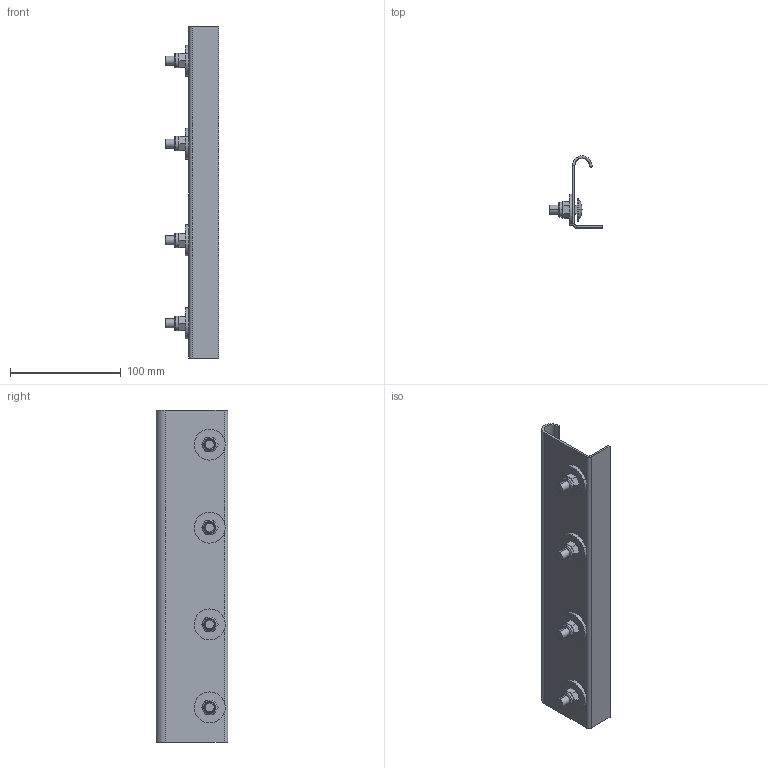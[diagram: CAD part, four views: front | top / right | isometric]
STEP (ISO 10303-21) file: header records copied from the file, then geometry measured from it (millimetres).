
FILE_DESCRIPTION (( 'STEP AP214' ), '1' );
FILE_NAME ('6208970.stp', '2016-08-01T06:38:38', ( '' ), ( '' ), 'SwSTEP 2.0', 'SolidWorks 2014', '' );
FILE_SCHEMA (( 'AUTOMOTIVE_DESIGN' ));
Length unit declared in the file: millimetre
Products named in the file (5): 011081_DIN 440-R-9; 009321_DIN EN ISO 7040 - M8 - N; KTS 14.002-024_M8x25-; 100100_Standard; 6208970
Assembly tree (13 placements, depth 2):
  6208970
    100100_Standard
    KTS 14.002-024_M8x25-  x4
    009321_DIN EN ISO 7040 - M8 - N  x4
    011081_DIN 440-R-9  x4
Bounding box: 48 x 65 x 300 mm (x, y, z)
Volume: 81013.2 mm3; surface area: 78481.4 mm2
Topology: 13 solids, 13 shells, 242 faces, 516 edges, 308 vertices
Faces by surface type: plane 118, cylinder 60, cone 48, sphere 8, torus 8
Entity records: 2807 total; most frequent: CARTESIAN_POINT 558, DIRECTION 438, ORIENTED_EDGE 396, EDGE_CURVE 198, AXIS2_PLACEMENT_3D 159, LINE 120, VECTOR 120, VERTEX_POINT 119
